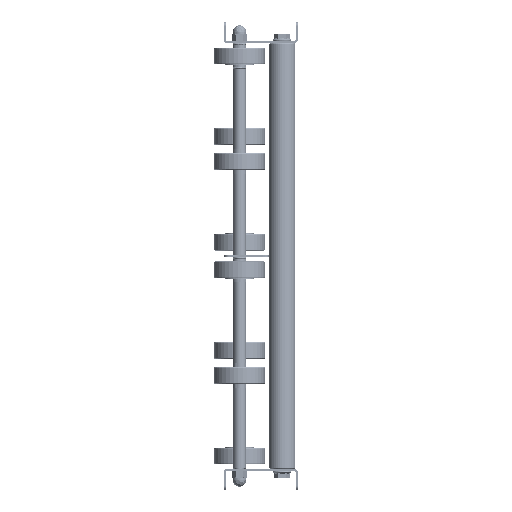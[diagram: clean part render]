
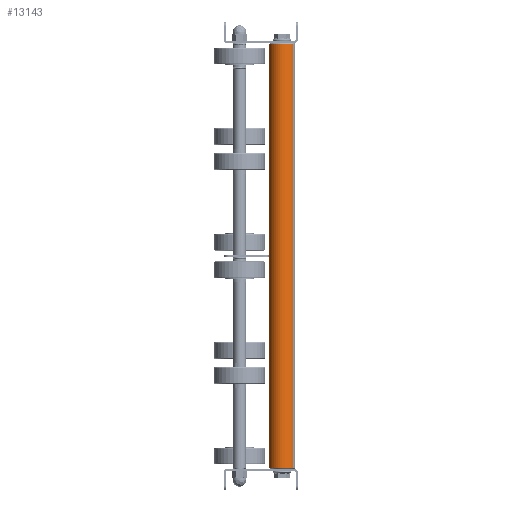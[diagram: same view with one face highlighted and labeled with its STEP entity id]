
A CAD part, left-side view. The second image highlights one B-rep face of the part: STEP entity #13143.
In plain terms, the highlighted cylindrical face has radius 12.5 mm (diameter 25 mm), a partial arc.
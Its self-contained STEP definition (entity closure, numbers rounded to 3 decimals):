
#2094 = CARTESIAN_POINT ( 'NONE',  ( 399., 0., -12.5 ) ) ;
#2359 = VERTEX_POINT ( 'NONE', #2094 ) ;
#3842 = VERTEX_POINT ( 'NONE', #34140 ) ;
#3911 = AXIS2_PLACEMENT_3D ( 'NONE', #47275, #44915, #8550 ) ;
#5403 = DIRECTION ( 'NONE',  ( 0., 0., -1. ) ) ;
#7429 = ORIENTED_EDGE ( 'NONE', *, *, #13378, .T. ) ;
#7756 = AXIS2_PLACEMENT_3D ( 'NONE', #19259, #10977, #14863 ) ;
#7847 = CARTESIAN_POINT ( 'NONE',  ( 1., 0., 0. ) ) ;
#8550 = DIRECTION ( 'NONE',  ( 0., 0., -1. ) ) ;
#9808 = VERTEX_POINT ( 'NONE', #49788 ) ;
#10977 = DIRECTION ( 'NONE',  ( -1., 0., 0. ) ) ;
#11942 = VERTEX_POINT ( 'NONE', #15036 ) ;
#13143 = ADVANCED_FACE ( 'NONE', ( #46550 ), #34633, .T. ) ;
#13378 = EDGE_CURVE ( 'NONE', #3842, #9808, #39305, .T. ) ;
#14257 = ORIENTED_EDGE ( 'NONE', *, *, #50302, .T. ) ;
#14863 = DIRECTION ( 'NONE',  ( 0., 0., 1. ) ) ;
#14914 = EDGE_LOOP ( 'NONE', ( #40297, #14257, #44807, #7429 ) ) ;
#15036 = CARTESIAN_POINT ( 'NONE',  ( 399., 0., 12.5 ) ) ;
#17559 = VECTOR ( 'NONE', #21751, 1000. ) ;
#19259 = CARTESIAN_POINT ( 'NONE',  ( 400., 0., 0. ) ) ;
#21751 = DIRECTION ( 'NONE',  ( -1., 0., 0. ) ) ;
#28847 = CARTESIAN_POINT ( 'NONE',  ( 400., 0., 12.5 ) ) ;
#29637 = CIRCLE ( 'NONE', #3911, 12.5 ) ;
#31506 = DIRECTION ( 'NONE',  ( 1., 0., 0. ) ) ;
#32179 = EDGE_CURVE ( 'NONE', #2359, #9808, #45159, .T. ) ;
#32996 = LINE ( 'NONE', #28847, #34256 ) ;
#33222 = CARTESIAN_POINT ( 'NONE',  ( 400., 0., -12.5 ) ) ;
#33258 = DIRECTION ( 'NONE',  ( -1., 0., 0. ) ) ;
#34140 = CARTESIAN_POINT ( 'NONE',  ( 1., 0., 12.5 ) ) ;
#34256 = VECTOR ( 'NONE', #33258, 1000. ) ;
#34633 = CYLINDRICAL_SURFACE ( 'NONE', #7756, 12.5 ) ;
#39305 = CIRCLE ( 'NONE', #50066, 12.5 ) ;
#40297 = ORIENTED_EDGE ( 'NONE', *, *, #32179, .F. ) ;
#41498 = EDGE_CURVE ( 'NONE', #11942, #3842, #32996, .T. ) ;
#44807 = ORIENTED_EDGE ( 'NONE', *, *, #41498, .T. ) ;
#44915 = DIRECTION ( 'NONE',  ( -1., 0., 0. ) ) ;
#45159 = LINE ( 'NONE', #33222, #17559 ) ;
#46550 = FACE_OUTER_BOUND ( 'NONE', #14914, .T. ) ;
#47275 = CARTESIAN_POINT ( 'NONE',  ( 399., 0., 0. ) ) ;
#49788 = CARTESIAN_POINT ( 'NONE',  ( 1., 0., -12.5 ) ) ;
#50066 = AXIS2_PLACEMENT_3D ( 'NONE', #7847, #31506, #5403 ) ;
#50302 = EDGE_CURVE ( 'NONE', #2359, #11942, #29637, .T. ) ;
